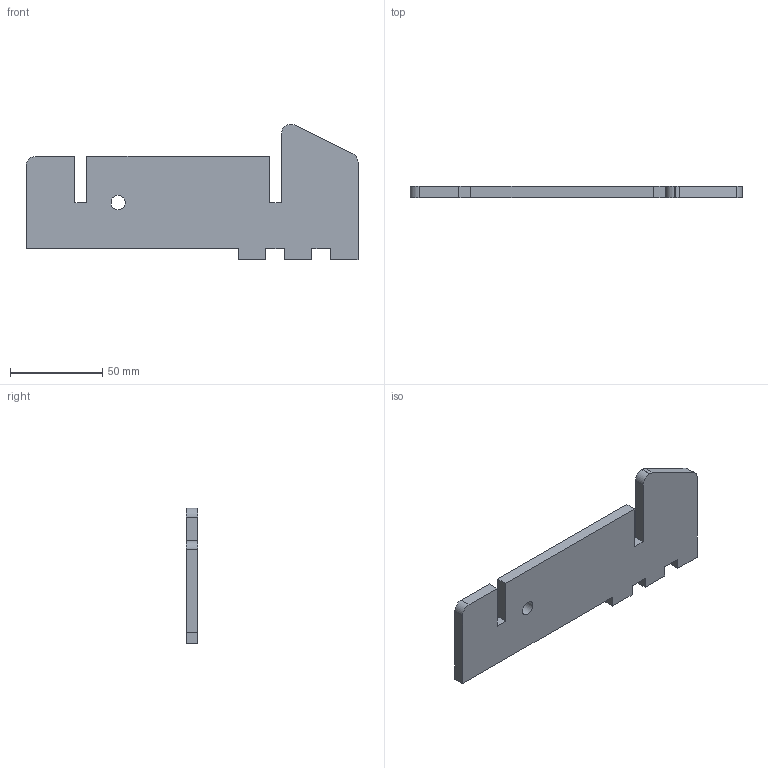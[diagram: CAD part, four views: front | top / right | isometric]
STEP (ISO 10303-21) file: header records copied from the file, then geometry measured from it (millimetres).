
FILE_DESCRIPTION(/* description */ (''),/* implementation_level */ '2;1');
FILE_NAME(/* name */ '',/* time_stamp */ '2025-02-10T18:20:07+03:00',/* author */ (''),/* organization */ (''),/* preprocessor_version */ 'ST-DEVELOPER v20',/* originating_system */ 'Autodesk Translation Framework v13.14.0.145',/* authorisation */ '');
FILE_SCHEMA (('AUTOMOTIVE_DESIGN { 1 0 10303 214 3 1 1 }'));
Length unit declared in the file: millimetre
Products named in the file (1): деражтели бутылки
Bounding box: 180 x 6 x 73.5 mm (x, y, z)
Volume: 55828.6 mm3; surface area: 22432.5 mm2
Topology: 1 solids, 1 shells, 30 faces, 84 edges, 56 vertices
Faces by surface type: plane 25, cylinder 5
Full cylindrical faces by diameter (mm): 7.8 x1
Entity records: 1003 total; most frequent: CARTESIAN_POINT 171, ORIENTED_EDGE 168, DIRECTION 156, EDGE_CURVE 84, LINE 74, VECTOR 74, VERTEX_POINT 56, AXIS2_PLACEMENT_3D 41
